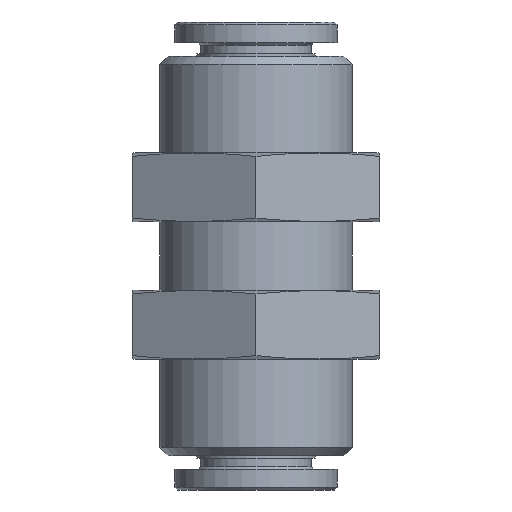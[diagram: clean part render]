
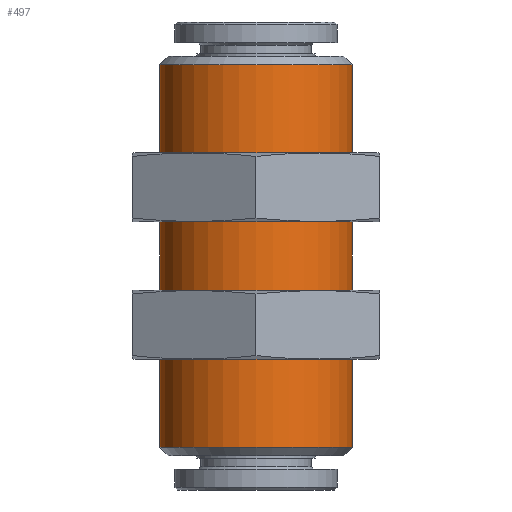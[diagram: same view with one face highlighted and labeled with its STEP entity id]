
A CAD part, front view. The second image highlights one B-rep face of the part: STEP entity #497.
In plain terms, the highlighted cylindrical face has radius 7 mm (diameter 14 mm), a full revolution.
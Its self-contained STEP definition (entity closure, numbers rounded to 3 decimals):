
#61=CYLINDRICAL_SURFACE('',#576,7.);
#103=ORIENTED_EDGE('',*,*,#198,.F.);
#104=ORIENTED_EDGE('',*,*,#197,.T.);
#197=EDGE_CURVE('',#249,#249,#295,.T.);
#198=EDGE_CURVE('',#250,#250,#296,.T.);
#249=VERTEX_POINT('',#829);
#250=VERTEX_POINT('',#832);
#295=CIRCLE('',#575,7.);
#296=CIRCLE('',#577,7.);
#339=EDGE_LOOP('',(#103));
#340=EDGE_LOOP('',(#104));
#415=FACE_BOUND('',#339,.T.);
#416=FACE_BOUND('',#340,.T.);
#497=ADVANCED_FACE('',(#415,#416),#61,.T.);
#575=AXIS2_PLACEMENT_3D('',#828,#675,#676);
#576=AXIS2_PLACEMENT_3D('',#830,#677,#678);
#577=AXIS2_PLACEMENT_3D('',#831,#679,#680);
#675=DIRECTION('',(0.,0.,-1.));
#676=DIRECTION('',(-1.,0.,0.));
#677=DIRECTION('',(0.,0.,-1.));
#678=DIRECTION('',(-1.,0.,0.));
#679=DIRECTION('',(0.,0.,-1.));
#680=DIRECTION('',(-1.,0.,0.));
#828=CARTESIAN_POINT('',(0.,0.,13.887));
#829=CARTESIAN_POINT('',(-7.,0.,13.887));
#830=CARTESIAN_POINT('',(0.,0.,-17.));
#831=CARTESIAN_POINT('',(0.,0.,-13.887));
#832=CARTESIAN_POINT('',(-7.,0.,-13.887));
